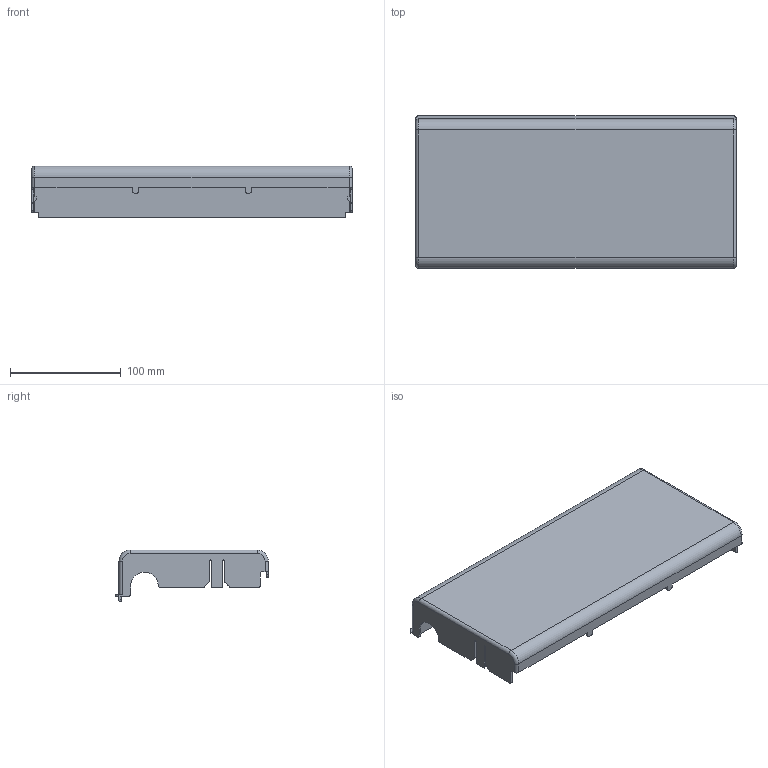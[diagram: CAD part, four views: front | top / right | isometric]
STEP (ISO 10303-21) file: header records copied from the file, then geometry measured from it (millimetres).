
FILE_DESCRIPTION(/* description */ (''),/* implementation_level */ '2;1');
FILE_NAME(/* name */ 'FEZ W6.stp',/* time_stamp */ '2023-05-23T16:10:01+08:00',/* author */ (''),/* organization */ (''),/* preprocessor_version */ 'ST-DEVELOPER v16.7',/* originating_system */ 'SIEMENS PLM Software NX 12.0',/* authorisation */ '');
FILE_SCHEMA (('AUTOMOTIVE_DESIGN { 1 0 10303 214 3 1 1 1 }'));
Length unit declared in the file: millimetre
Products named in the file (1): _model5
Bounding box: 290 x 138 x 47 mm (x, y, z)
Volume: 126187.7 mm3; surface area: 128462.8 mm2
Topology: 1 solids, 1 shells, 129 faces, 355 edges, 228 vertices
Faces by surface type: plane 73, cylinder 48, torus 8
Entity records: 5017 total; most frequent: DIRECTION 723, CARTESIAN_POINT 713, ORIENTED_EDGE 710, EDGE_CURVE 355, LINE 247, VECTOR 247, AXIS2_PLACEMENT_3D 238, VERTEX_POINT 228
